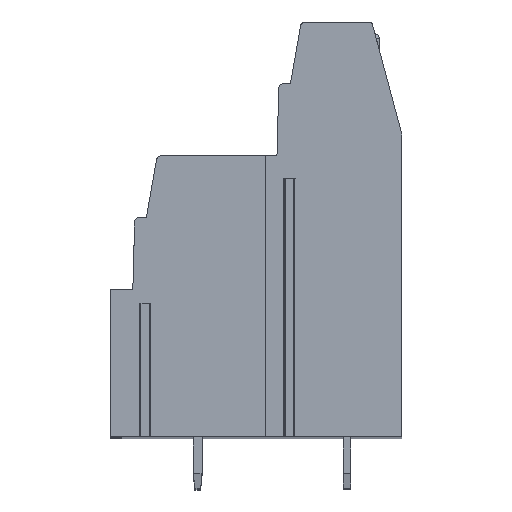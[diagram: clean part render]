
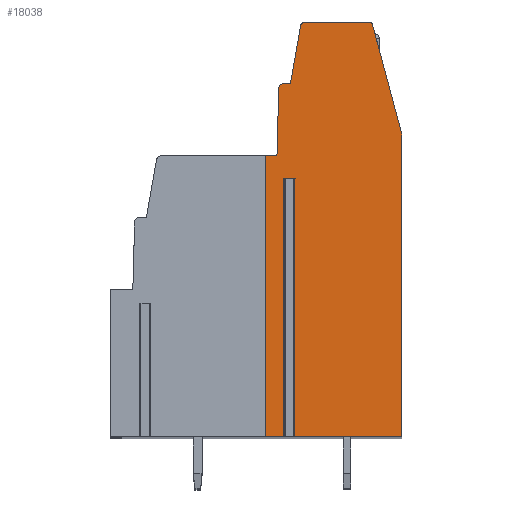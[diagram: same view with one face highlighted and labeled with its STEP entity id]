
A CAD part, top view. The second image highlights one B-rep face of the part: STEP entity #18038.
In plain terms, the highlighted planar face has unit normal (0, 0, 1).
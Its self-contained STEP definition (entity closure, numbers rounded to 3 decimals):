
#13=DIRECTION('',(-1.,0.,0.));
#14=VECTOR('',#13,0.743);
#15=CARTESIAN_POINT('',(1.908,2.65,68.58));
#16=LINE('',#15,#14);
#17=DIRECTION('',(0.,-1.,0.));
#18=VECTOR('',#17,17.55);
#19=CARTESIAN_POINT('',(1.165,2.65,68.58));
#20=LINE('',#19,#18);
#21=DIRECTION('',(1.,0.,0.));
#22=VECTOR('',#21,1.228);
#23=CARTESIAN_POINT('',(-0.063,-14.9,68.58));
#24=LINE('',#23,#22);
#25=DIRECTION('',(-1.,0.,0.));
#26=VECTOR('',#25,0.75);
#27=CARTESIAN_POINT('',(0.687,4.2,68.58));
#28=LINE('',#27,#26);
#29=DIRECTION('',(-0.026,-1.,0.));
#30=VECTOR('',#29,4.609);
#31=CARTESIAN_POINT('',(0.808,8.808,68.58));
#32=LINE('',#31,#30);
#33=CARTESIAN_POINT('',(1.108,8.8,68.58));
#34=DIRECTION('',(0.,0.,1.));
#35=DIRECTION('',(0.,1.,0.));
#36=AXIS2_PLACEMENT_3D('',#33,#34,#35);
#38=DIRECTION('',(-1.,0.,0.));
#39=VECTOR('',#38,0.497);
#40=CARTESIAN_POINT('',(1.605,9.1,68.58));
#41=LINE('',#40,#39);
#42=DIRECTION('',(-0.174,-0.985,0.));
#43=VECTOR('',#42,4.013);
#44=CARTESIAN_POINT('',(2.301,13.052,68.58));
#45=LINE('',#44,#43);
#46=CARTESIAN_POINT('',(2.597,13.,68.58));
#47=DIRECTION('',(0.,0.,1.));
#48=DIRECTION('',(0.,1.,0.));
#49=AXIS2_PLACEMENT_3D('',#46,#47,#48);
#51=DIRECTION('',(-1.,0.,0.));
#52=VECTOR('',#51,4.31);
#53=CARTESIAN_POINT('',(6.907,13.3,68.58));
#54=LINE('',#53,#52);
#55=CARTESIAN_POINT('',(6.907,13.,68.58));
#56=DIRECTION('',(0.,0.,1.));
#57=DIRECTION('',(0.966,0.259,0.));
#58=AXIS2_PLACEMENT_3D('',#55,#56,#57);
#60=CARTESIAN_POINT('',(8.187,5.518,68.58));
#61=DIRECTION('',(0.,0.,1.));
#62=DIRECTION('',(1.,0.,0.));
#63=AXIS2_PLACEMENT_3D('',#60,#61,#62);
#65=DIRECTION('',(0.,1.,0.));
#66=VECTOR('',#65,20.418);
#67=CARTESIAN_POINT('',(9.187,-14.9,68.58));
#68=LINE('',#67,#66);
#69=DIRECTION('',(1.,0.,0.));
#70=VECTOR('',#69,7.279);
#71=CARTESIAN_POINT('',(1.908,-14.9,68.58));
#72=LINE('',#71,#70);
#73=DIRECTION('',(0.,-1.,0.));
#74=VECTOR('',#73,17.55);
#75=CARTESIAN_POINT('',(1.908,2.65,68.58));
#76=LINE('',#75,#74);
#2851=DIRECTION('',(-0.259,0.966,0.));
#2852=VECTOR('',#2851,7.558);
#2853=CARTESIAN_POINT('',(9.153,5.777,68.58));
#2854=LINE('',#2853,#2852);
#7486=DIRECTION('',(0.,-1.,0.));
#7487=VECTOR('',#7486,19.1);
#7488=CARTESIAN_POINT('',(-0.063,4.2,68.58));
#7489=LINE('',#7488,#7487);
#14185=CARTESIAN_POINT('',(9.187,-14.9,68.58));
#14186=CARTESIAN_POINT('',(9.187,5.518,68.58));
#14187=VERTEX_POINT('',#14185);
#14188=VERTEX_POINT('',#14186);
#14189=CARTESIAN_POINT('',(9.153,5.777,68.58));
#14190=VERTEX_POINT('',#14189);
#14191=CARTESIAN_POINT('',(7.197,13.078,68.58));
#14192=CARTESIAN_POINT('',(6.907,13.3,68.58));
#14193=VERTEX_POINT('',#14191);
#14194=VERTEX_POINT('',#14192);
#14195=CARTESIAN_POINT('',(2.597,13.3,68.58));
#14196=VERTEX_POINT('',#14195);
#14197=CARTESIAN_POINT('',(2.301,13.052,68.58));
#14198=VERTEX_POINT('',#14197);
#14199=CARTESIAN_POINT('',(1.605,9.1,68.58));
#14200=VERTEX_POINT('',#14199);
#14201=CARTESIAN_POINT('',(1.108,9.1,68.58));
#14202=VERTEX_POINT('',#14201);
#14203=CARTESIAN_POINT('',(0.808,8.808,68.58));
#14204=VERTEX_POINT('',#14203);
#14205=CARTESIAN_POINT('',(0.687,4.2,68.58));
#14206=VERTEX_POINT('',#14205);
#14249=CARTESIAN_POINT('',(-0.063,-14.9,68.58));
#14251=VERTEX_POINT('',#14249);
#14257=CARTESIAN_POINT('',(-0.063,4.2,68.58));
#14258=VERTEX_POINT('',#14257);
#14333=CARTESIAN_POINT('',(1.908,2.65,68.58));
#14334=CARTESIAN_POINT('',(1.165,2.65,68.58));
#14335=VERTEX_POINT('',#14333);
#14336=VERTEX_POINT('',#14334);
#14337=CARTESIAN_POINT('',(1.908,-14.9,68.58));
#14338=VERTEX_POINT('',#14337);
#14339=CARTESIAN_POINT('',(1.165,-14.9,68.58));
#14340=VERTEX_POINT('',#14339);
#17997=CARTESIAN_POINT('',(0.,0.,68.58));
#17998=DIRECTION('',(0.,0.,1.));
#17999=DIRECTION('',(1.,0.,0.));
#18000=AXIS2_PLACEMENT_3D('',#17997,#17998,#17999);
#18001=PLANE('',#18000);
#18003=ORIENTED_EDGE('',*,*,#18002,.T.);
#18005=ORIENTED_EDGE('',*,*,#18004,.T.);
#18007=ORIENTED_EDGE('',*,*,#18006,.F.);
#18009=ORIENTED_EDGE('',*,*,#18008,.F.);
#18011=ORIENTED_EDGE('',*,*,#18010,.F.);
#18013=ORIENTED_EDGE('',*,*,#18012,.F.);
#18015=ORIENTED_EDGE('',*,*,#18014,.F.);
#18017=ORIENTED_EDGE('',*,*,#18016,.F.);
#18019=ORIENTED_EDGE('',*,*,#18018,.F.);
#18021=ORIENTED_EDGE('',*,*,#18020,.F.);
#18023=ORIENTED_EDGE('',*,*,#18022,.F.);
#18025=ORIENTED_EDGE('',*,*,#18024,.F.);
#18027=ORIENTED_EDGE('',*,*,#18026,.F.);
#18029=ORIENTED_EDGE('',*,*,#18028,.F.);
#18031=ORIENTED_EDGE('',*,*,#18030,.F.);
#18033=ORIENTED_EDGE('',*,*,#18032,.F.);
#18035=ORIENTED_EDGE('',*,*,#18034,.F.);
#18036=EDGE_LOOP('',(#18003,#18005,#18007,#18009,#18011,#18013,#18015,#18017,
#18019,#18021,#18023,#18025,#18027,#18029,#18031,#18033,#18035));
#18037=FACE_OUTER_BOUND('',#18036,.F.);
#37=CIRCLE('',#36,0.3);
#50=CIRCLE('',#49,0.3);
#59=CIRCLE('',#58,0.3);
#64=CIRCLE('',#63,1.);
#18002=EDGE_CURVE('',#14335,#14336,#16,.T.);
#18004=EDGE_CURVE('',#14336,#14340,#20,.T.);
#18006=EDGE_CURVE('',#14251,#14340,#24,.T.);
#18008=EDGE_CURVE('',#14258,#14251,#7489,.T.);
#18010=EDGE_CURVE('',#14206,#14258,#28,.T.);
#18012=EDGE_CURVE('',#14204,#14206,#32,.T.);
#18014=EDGE_CURVE('',#14202,#14204,#37,.T.);
#18016=EDGE_CURVE('',#14200,#14202,#41,.T.);
#18018=EDGE_CURVE('',#14198,#14200,#45,.T.);
#18020=EDGE_CURVE('',#14196,#14198,#50,.T.);
#18022=EDGE_CURVE('',#14194,#14196,#54,.T.);
#18024=EDGE_CURVE('',#14193,#14194,#59,.T.);
#18026=EDGE_CURVE('',#14190,#14193,#2854,.T.);
#18028=EDGE_CURVE('',#14188,#14190,#64,.T.);
#18030=EDGE_CURVE('',#14187,#14188,#68,.T.);
#18032=EDGE_CURVE('',#14338,#14187,#72,.T.);
#18034=EDGE_CURVE('',#14335,#14338,#76,.T.);
#18038=ADVANCED_FACE('',(#18037),#18001,.T.);
